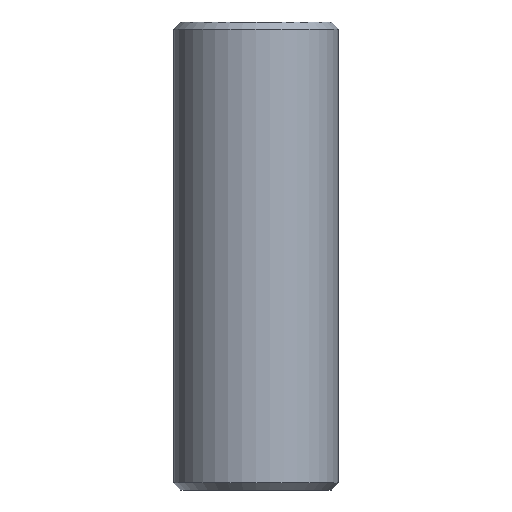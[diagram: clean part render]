
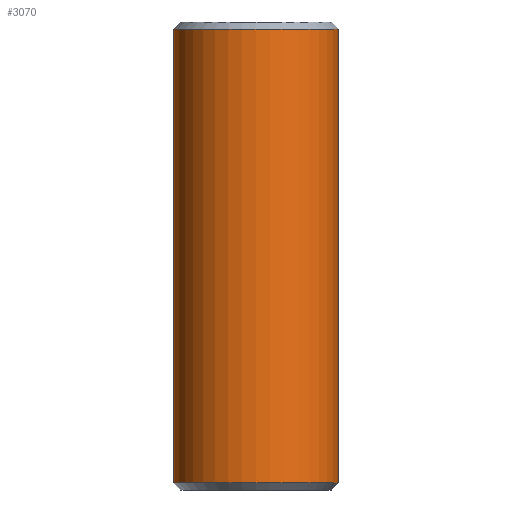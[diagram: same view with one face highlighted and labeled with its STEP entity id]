
A CAD part, front view. The second image highlights one B-rep face of the part: STEP entity #3070.
In plain terms, the highlighted cylindrical face has radius 11.45 mm (diameter 22.9 mm), a partial arc.
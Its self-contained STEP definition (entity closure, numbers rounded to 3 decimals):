
#467 = DIRECTION ( 'NONE',  ( 0., 0., 1. ) ) ;
#1598 = ORIENTED_EDGE ( 'NONE', *, *, #11095, .T. ) ;
#1692 = DIRECTION ( 'NONE',  ( 0., 0., -1. ) ) ;
#1966 = EDGE_CURVE ( 'NONE', #3391, #3839, #12122, .T. ) ;
#2027 = ORIENTED_EDGE ( 'NONE', *, *, #1966, .T. ) ;
#2371 = ORIENTED_EDGE ( 'NONE', *, *, #7136, .T. ) ;
#2704 = CARTESIAN_POINT ( 'NONE',  ( 0., 0., 31.5 ) ) ;
#3070 = ADVANCED_FACE ( 'NONE', ( #5916 ), #9077, .T. ) ;
#3391 = VERTEX_POINT ( 'NONE', #7665 ) ;
#3551 = CARTESIAN_POINT ( 'NONE',  ( 11.45, 0., 31.5 ) ) ;
#3746 = DIRECTION ( 'NONE',  ( 0., 0., -1. ) ) ;
#3839 = VERTEX_POINT ( 'NONE', #6761 ) ;
#4402 = CIRCLE ( 'NONE', #10803, 11.45 ) ;
#4705 = DIRECTION ( 'NONE',  ( -1., 0., 0. ) ) ;
#4751 = VERTEX_POINT ( 'NONE', #7236 ) ;
#4929 = EDGE_CURVE ( 'NONE', #10653, #4751, #11409, .T. ) ;
#5916 = FACE_OUTER_BOUND ( 'NONE', #8269, .T. ) ;
#6673 = DIRECTION ( 'NONE',  ( 0., 0., -1. ) ) ;
#6761 = CARTESIAN_POINT ( 'NONE',  ( -11.45, 0., -31.5 ) ) ;
#6791 = VECTOR ( 'NONE', #6673, 1000. ) ;
#7136 = EDGE_CURVE ( 'NONE', #10653, #3391, #9166, .T. ) ;
#7236 = CARTESIAN_POINT ( 'NONE',  ( 11.45, 0., -31.5 ) ) ;
#7665 = CARTESIAN_POINT ( 'NONE',  ( -11.45, 0., 31.5 ) ) ;
#8269 = EDGE_LOOP ( 'NONE', ( #8728, #2371, #2027, #1598 ) ) ;
#8396 = VECTOR ( 'NONE', #9133, 1000. ) ;
#8470 = DIRECTION ( 'NONE',  ( 1., 0., 0. ) ) ;
#8728 = ORIENTED_EDGE ( 'NONE', *, *, #4929, .F. ) ;
#9077 = CYLINDRICAL_SURFACE ( 'NONE', #11769, 11.45 ) ;
#9133 = DIRECTION ( 'NONE',  ( 0., 0., -1. ) ) ;
#9166 = CIRCLE ( 'NONE', #10233, 11.45 ) ;
#9911 = CARTESIAN_POINT ( 'NONE',  ( -11.45, 0., 32.5 ) ) ;
#10233 = AXIS2_PLACEMENT_3D ( 'NONE', #2704, #3746, #8470 ) ;
#10459 = CARTESIAN_POINT ( 'NONE',  ( 11.45, 0., 32.5 ) ) ;
#10653 = VERTEX_POINT ( 'NONE', #3551 ) ;
#10803 = AXIS2_PLACEMENT_3D ( 'NONE', #12018, #467, #10924 ) ;
#10924 = DIRECTION ( 'NONE',  ( 1., 0., 0. ) ) ;
#11095 = EDGE_CURVE ( 'NONE', #3839, #4751, #4402, .T. ) ;
#11409 = LINE ( 'NONE', #10459, #6791 ) ;
#11769 = AXIS2_PLACEMENT_3D ( 'NONE', #12226, #1692, #4705 ) ;
#12018 = CARTESIAN_POINT ( 'NONE',  ( 0., 0., -31.5 ) ) ;
#12122 = LINE ( 'NONE', #9911, #8396 ) ;
#12226 = CARTESIAN_POINT ( 'NONE',  ( 0., 0., 32.5 ) ) ;
